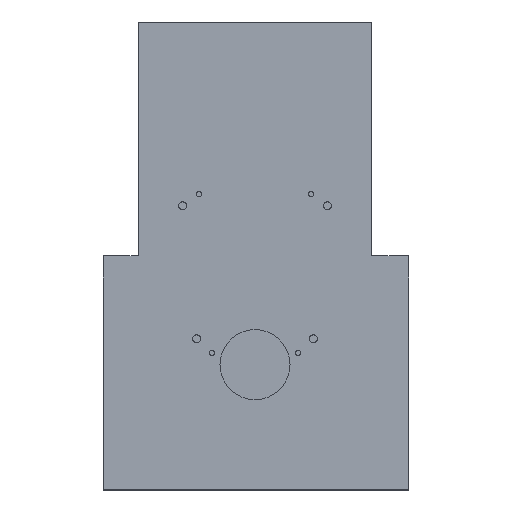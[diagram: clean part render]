
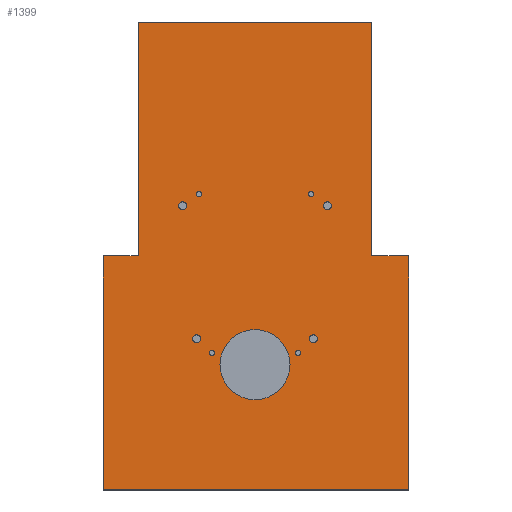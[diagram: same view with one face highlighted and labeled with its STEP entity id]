
A CAD part, top view. The second image highlights one B-rep face of the part: STEP entity #1399.
In plain terms, the highlighted planar face has unit normal (0, 0, 1).
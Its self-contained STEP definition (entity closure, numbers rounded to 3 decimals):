
#70=FACE_BOUND('',#243,.T.);
#71=FACE_BOUND('',#244,.T.);
#72=FACE_BOUND('',#245,.T.);
#73=FACE_BOUND('',#246,.T.);
#74=FACE_BOUND('',#247,.T.);
#75=FACE_BOUND('',#248,.T.);
#76=FACE_BOUND('',#249,.T.);
#77=FACE_BOUND('',#250,.T.);
#78=FACE_BOUND('',#251,.T.);
#120=CIRCLE('',#1484,15.);
#121=CIRCLE('',#1485,1.7);
#122=CIRCLE('',#1486,1.7);
#123=CIRCLE('',#1487,1.15);
#124=CIRCLE('',#1488,1.15);
#125=CIRCLE('',#1489,1.15);
#126=CIRCLE('',#1490,1.15);
#127=CIRCLE('',#1491,1.7);
#128=CIRCLE('',#1492,1.7);
#172=FACE_OUTER_BOUND('',#242,.T.);
#242=EDGE_LOOP('',(#970,#971,#972,#973,#974,#975,#976,#977,#978,#979));
#243=EDGE_LOOP('',(#980));
#244=EDGE_LOOP('',(#981));
#245=EDGE_LOOP('',(#982));
#246=EDGE_LOOP('',(#983));
#247=EDGE_LOOP('',(#984));
#248=EDGE_LOOP('',(#985));
#249=EDGE_LOOP('',(#986));
#250=EDGE_LOOP('',(#987));
#251=EDGE_LOOP('',(#988));
#360=LINE('',#1949,#492);
#361=LINE('',#1951,#493);
#366=LINE('',#1962,#498);
#371=LINE('',#1971,#503);
#372=LINE('',#1974,#504);
#373=LINE('',#1976,#505);
#374=LINE('',#1977,#506);
#375=LINE('',#1979,#507);
#376=LINE('',#1981,#508);
#377=LINE('',#1982,#509);
#492=VECTOR('',#1595,10.);
#493=VECTOR('',#1596,10.);
#498=VECTOR('',#1603,10.);
#503=VECTOR('',#1608,10.);
#504=VECTOR('',#1611,10.);
#505=VECTOR('',#1612,120.);
#506=VECTOR('',#1613,10.);
#507=VECTOR('',#1614,160.);
#508=VECTOR('',#1615,10.);
#509=VECTOR('',#1616,160.);
#624=VERTEX_POINT('',#1947);
#625=VERTEX_POINT('',#1948);
#626=VERTEX_POINT('',#1950);
#630=VERTEX_POINT('',#1960);
#631=VERTEX_POINT('',#1961);
#635=VERTEX_POINT('',#1969);
#636=VERTEX_POINT('',#1973);
#637=VERTEX_POINT('',#1975);
#638=VERTEX_POINT('',#1978);
#639=VERTEX_POINT('',#1980);
#640=VERTEX_POINT('',#1983);
#641=VERTEX_POINT('',#1985);
#642=VERTEX_POINT('',#1987);
#643=VERTEX_POINT('',#1989);
#644=VERTEX_POINT('',#1991);
#645=VERTEX_POINT('',#1993);
#646=VERTEX_POINT('',#1995);
#647=VERTEX_POINT('',#1997);
#648=VERTEX_POINT('',#1999);
#756=EDGE_CURVE('',#624,#625,#360,.T.);
#757=EDGE_CURVE('',#625,#626,#361,.T.);
#762=EDGE_CURVE('',#630,#631,#366,.T.);
#767=EDGE_CURVE('',#631,#635,#371,.T.);
#768=EDGE_CURVE('',#624,#636,#372,.T.);
#769=EDGE_CURVE('',#637,#636,#373,.T.);
#770=EDGE_CURVE('',#637,#630,#374,.T.);
#771=EDGE_CURVE('',#638,#635,#375,.T.);
#772=EDGE_CURVE('',#639,#638,#376,.T.);
#773=EDGE_CURVE('',#626,#639,#377,.T.);
#774=EDGE_CURVE('',#640,#640,#120,.T.);
#775=EDGE_CURVE('',#641,#641,#121,.T.);
#776=EDGE_CURVE('',#642,#642,#122,.T.);
#777=EDGE_CURVE('',#643,#643,#123,.T.);
#778=EDGE_CURVE('',#644,#644,#124,.T.);
#779=EDGE_CURVE('',#645,#645,#125,.T.);
#780=EDGE_CURVE('',#646,#646,#126,.T.);
#781=EDGE_CURVE('',#647,#647,#127,.T.);
#782=EDGE_CURVE('',#648,#648,#128,.T.);
#970=ORIENTED_EDGE('',*,*,#756,.F.);
#971=ORIENTED_EDGE('',*,*,#768,.T.);
#972=ORIENTED_EDGE('',*,*,#769,.F.);
#973=ORIENTED_EDGE('',*,*,#770,.T.);
#974=ORIENTED_EDGE('',*,*,#762,.T.);
#975=ORIENTED_EDGE('',*,*,#767,.T.);
#976=ORIENTED_EDGE('',*,*,#771,.F.);
#977=ORIENTED_EDGE('',*,*,#772,.F.);
#978=ORIENTED_EDGE('',*,*,#773,.F.);
#979=ORIENTED_EDGE('',*,*,#757,.F.);
#980=ORIENTED_EDGE('',*,*,#774,.T.);
#981=ORIENTED_EDGE('',*,*,#775,.T.);
#982=ORIENTED_EDGE('',*,*,#776,.T.);
#983=ORIENTED_EDGE('',*,*,#777,.T.);
#984=ORIENTED_EDGE('',*,*,#778,.T.);
#985=ORIENTED_EDGE('',*,*,#779,.T.);
#986=ORIENTED_EDGE('',*,*,#780,.T.);
#987=ORIENTED_EDGE('',*,*,#781,.T.);
#988=ORIENTED_EDGE('',*,*,#782,.T.);
#1364=PLANE('',#1483);
#1399=ADVANCED_FACE('',(#172,#70,#71,#72,#73,#74,#75,#76,#77,#78),#1364,
 .T.);
#1483=AXIS2_PLACEMENT_3D('',#1972,#1609,#1610);
#1484=AXIS2_PLACEMENT_3D('',#1984,#1617,#1618);
#1485=AXIS2_PLACEMENT_3D('',#1986,#1619,#1620);
#1486=AXIS2_PLACEMENT_3D('',#1988,#1621,#1622);
#1487=AXIS2_PLACEMENT_3D('',#1990,#1623,#1624);
#1488=AXIS2_PLACEMENT_3D('',#1992,#1625,#1626);
#1489=AXIS2_PLACEMENT_3D('',#1994,#1627,#1628);
#1490=AXIS2_PLACEMENT_3D('',#1996,#1629,#1630);
#1491=AXIS2_PLACEMENT_3D('',#1998,#1631,#1632);
#1492=AXIS2_PLACEMENT_3D('',#2000,#1633,#1634);
#1595=DIRECTION('',(1.,0.,0.));
#1596=DIRECTION('',(1.,0.,0.));
#1603=DIRECTION('',(-1.,0.,0.));
#1608=DIRECTION('',(-1.,0.,0.));
#1609=DIRECTION('center_axis',(0.,0.,1.));
#1610=DIRECTION('ref_axis',(1.,0.,0.));
#1611=DIRECTION('',(0.,1.,0.));
#1612=DIRECTION('',(1.,0.,0.));
#1613=DIRECTION('',(0.,-1.,0.));
#1614=DIRECTION('',(0.,1.,0.));
#1615=DIRECTION('',(-1.,0.,0.));
#1616=DIRECTION('',(0.,-1.,0.));
#1617=DIRECTION('center_axis',(0.,0.,-1.));
#1618=DIRECTION('ref_axis',(0.,1.,0.));
#1619=DIRECTION('center_axis',(0.,0.,-1.));
#1620=DIRECTION('ref_axis',(0.,-1.,0.));
#1621=DIRECTION('center_axis',(0.,0.,-1.));
#1622=DIRECTION('ref_axis',(0.,-1.,0.));
#1623=DIRECTION('center_axis',(0.,0.,-1.));
#1624=DIRECTION('ref_axis',(0.,-1.,0.));
#1625=DIRECTION('center_axis',(0.,0.,-1.));
#1626=DIRECTION('ref_axis',(0.,-1.,0.));
#1627=DIRECTION('center_axis',(0.,0.,-1.));
#1628=DIRECTION('ref_axis',(0.,-1.,0.));
#1629=DIRECTION('center_axis',(0.,0.,-1.));
#1630=DIRECTION('ref_axis',(0.,-1.,0.));
#1631=DIRECTION('center_axis',(0.,0.,-1.));
#1632=DIRECTION('ref_axis',(0.,-1.,0.));
#1633=DIRECTION('center_axis',(0.,0.,-1.));
#1634=DIRECTION('ref_axis',(0.,-1.,0.));
#1947=CARTESIAN_POINT('',(50.,20.125,40.5));
#1948=CARTESIAN_POINT('',(60.,20.125,40.5));
#1949=CARTESIAN_POINT('',(50.,20.125,40.5));
#1950=CARTESIAN_POINT('',(65.774,20.125,40.5));
#1951=CARTESIAN_POINT('',(60.,20.125,40.5));
#1960=CARTESIAN_POINT('',(-50.,20.125,40.5));
#1961=CARTESIAN_POINT('',(-60.,20.125,40.5));
#1962=CARTESIAN_POINT('',(-50.,20.125,40.5));
#1969=CARTESIAN_POINT('',(-64.853,20.125,40.5));
#1971=CARTESIAN_POINT('',(-60.,20.125,40.5));
#1972=CARTESIAN_POINT('Origin',(0.,0.,40.5));
#1973=CARTESIAN_POINT('',(50.,120.25,40.5));
#1974=CARTESIAN_POINT('',(50.,35.094,40.5));
#1975=CARTESIAN_POINT('',(-50.,120.25,40.5));
#1976=CARTESIAN_POINT('',(60.,120.25,40.5));
#1977=CARTESIAN_POINT('',(-50.,35.094,40.5));
#1978=CARTESIAN_POINT('',(-64.853,-80.,40.5));
#1979=CARTESIAN_POINT('',(-64.853,80.,40.5));
#1980=CARTESIAN_POINT('',(65.774,-80.,40.5));
#1981=CARTESIAN_POINT('',(-60.,-80.,40.5));
#1982=CARTESIAN_POINT('',(65.774,-80.,40.5));
#1983=CARTESIAN_POINT('',(0.04,-41.4,40.5));
#1984=CARTESIAN_POINT('Origin',(0.04,-26.4,40.5));
#1985=CARTESIAN_POINT('',(31.04,43.3,40.5));
#1986=CARTESIAN_POINT('Origin',(31.04,41.6,40.5));
#1987=CARTESIAN_POINT('',(25.04,-13.7,40.5));
#1988=CARTESIAN_POINT('Origin',(25.04,-15.4,40.5));
#1989=CARTESIAN_POINT('',(24.04,47.75,40.5));
#1990=CARTESIAN_POINT('Origin',(24.04,46.6,40.5));
#1991=CARTESIAN_POINT('',(18.54,-20.25,40.5));
#1992=CARTESIAN_POINT('Origin',(18.54,-21.4,40.5));
#1993=CARTESIAN_POINT('',(-23.96,47.75,40.5));
#1994=CARTESIAN_POINT('Origin',(-23.96,46.6,40.5));
#1995=CARTESIAN_POINT('',(-18.46,-20.25,40.5));
#1996=CARTESIAN_POINT('Origin',(-18.46,-21.4,40.5));
#1997=CARTESIAN_POINT('',(-30.96,43.3,40.5));
#1998=CARTESIAN_POINT('Origin',(-30.96,41.6,40.5));
#1999=CARTESIAN_POINT('',(-24.96,-13.7,40.5));
#2000=CARTESIAN_POINT('Origin',(-24.96,-15.4,40.5));
